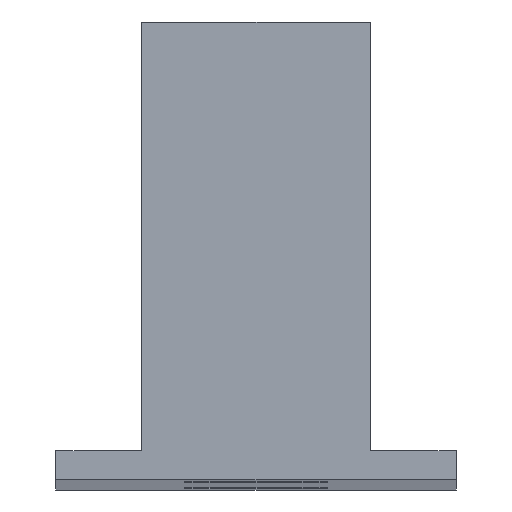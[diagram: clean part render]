
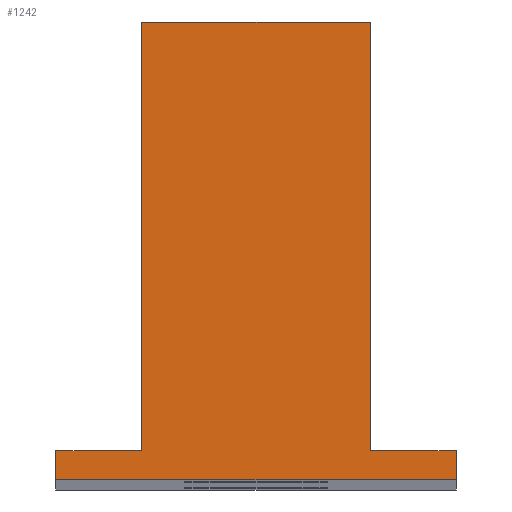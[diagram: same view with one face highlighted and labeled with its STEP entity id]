
A CAD part, top view. The second image highlights one B-rep face of the part: STEP entity #1242.
In plain terms, the highlighted planar face has unit normal (0, 0, 1).
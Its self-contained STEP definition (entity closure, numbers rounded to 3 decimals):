
#67=FACE_OUTER_BOUND('',#133,.T.);
#133=EDGE_LOOP('',(#1003,#1004,#1005,#1006,#1007,#1008,#1009,#1010));
#284=LINE('',#1953,#420);
#311=LINE('',#2005,#447);
#320=LINE('',#2023,#456);
#324=LINE('',#2030,#460);
#327=LINE('',#2052,#463);
#329=LINE('',#2055,#465);
#331=LINE('',#2058,#467);
#333=LINE('',#2061,#469);
#420=VECTOR('',#1555,15.);
#447=VECTOR('',#1586,15.);
#456=VECTOR('',#1597,1.);
#460=VECTOR('',#1603,14.);
#463=VECTOR('',#1624,1.);
#465=VECTOR('',#1628,3.);
#467=VECTOR('',#1632,8.);
#469=VECTOR('',#1636,3.);
#566=VERTEX_POINT('',#1950);
#567=VERTEX_POINT('',#1952);
#574=VERTEX_POINT('',#2002);
#575=VERTEX_POINT('',#2004);
#579=VERTEX_POINT('',#2020);
#580=VERTEX_POINT('',#2022);
#582=VERTEX_POINT('',#2028);
#592=VERTEX_POINT('',#2050);
#702=EDGE_CURVE('',#567,#566,#284,.T.);
#734=EDGE_CURVE('',#575,#574,#311,.T.);
#744=EDGE_CURVE('',#580,#579,#320,.T.);
#748=EDGE_CURVE('',#579,#582,#324,.T.);
#759=EDGE_CURVE('',#582,#592,#327,.T.);
#761=EDGE_CURVE('',#592,#567,#329,.T.);
#763=EDGE_CURVE('',#566,#575,#331,.T.);
#765=EDGE_CURVE('',#574,#580,#333,.T.);
#1003=ORIENTED_EDGE('',*,*,#744,.T.);
#1004=ORIENTED_EDGE('',*,*,#748,.T.);
#1005=ORIENTED_EDGE('',*,*,#759,.T.);
#1006=ORIENTED_EDGE('',*,*,#761,.T.);
#1007=ORIENTED_EDGE('',*,*,#702,.T.);
#1008=ORIENTED_EDGE('',*,*,#763,.T.);
#1009=ORIENTED_EDGE('',*,*,#734,.T.);
#1010=ORIENTED_EDGE('',*,*,#765,.T.);
#1194=PLANE('',#1353);
#1242=ADVANCED_FACE('',(#67),#1194,.F.);
#1353=AXIS2_PLACEMENT_3D('',#2062,#1637,#1638);
#1555=DIRECTION('',(0.,1.,0.));
#1586=DIRECTION('',(0.,-1.,0.));
#1597=DIRECTION('',(0.,-1.,0.));
#1603=DIRECTION('',(1.,0.,0.));
#1624=DIRECTION('',(0.,1.,0.));
#1628=DIRECTION('',(-1.,0.,0.));
#1632=DIRECTION('',(-1.,0.,0.));
#1636=DIRECTION('',(-1.,0.,0.));
#1637=DIRECTION('center_axis',(0.,0.,-1.));
#1638=DIRECTION('ref_axis',(-1.,0.,0.));
#1950=CARTESIAN_POINT('',(20.328,16.,210.));
#1952=CARTESIAN_POINT('',(20.328,1.,210.));
#1953=CARTESIAN_POINT('',(20.328,1.,210.));
#2002=CARTESIAN_POINT('',(12.328,1.,210.));
#2004=CARTESIAN_POINT('',(12.328,16.,210.));
#2005=CARTESIAN_POINT('',(12.328,16.,210.));
#2020=CARTESIAN_POINT('',(9.328,0.,210.));
#2022=CARTESIAN_POINT('',(9.328,1.,210.));
#2023=CARTESIAN_POINT('',(9.328,1.,210.));
#2028=CARTESIAN_POINT('',(23.328,0.,210.));
#2030=CARTESIAN_POINT('',(9.328,0.,210.));
#2050=CARTESIAN_POINT('',(23.328,1.,210.));
#2052=CARTESIAN_POINT('',(23.328,0.,210.));
#2055=CARTESIAN_POINT('',(23.328,1.,210.));
#2058=CARTESIAN_POINT('',(20.328,16.,210.));
#2061=CARTESIAN_POINT('',(12.328,1.,210.));
#2062=CARTESIAN_POINT('Origin',(0.,0.,210.));
